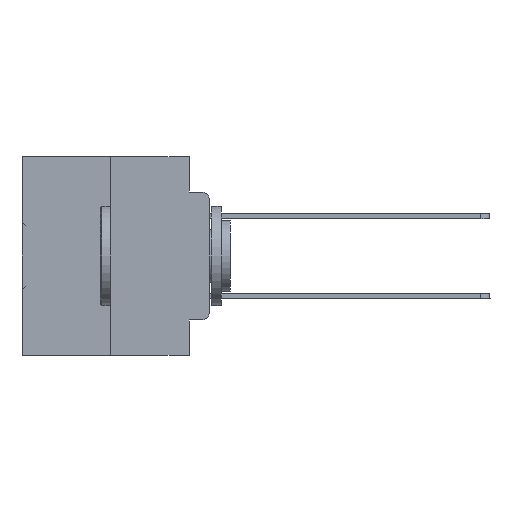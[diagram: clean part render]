
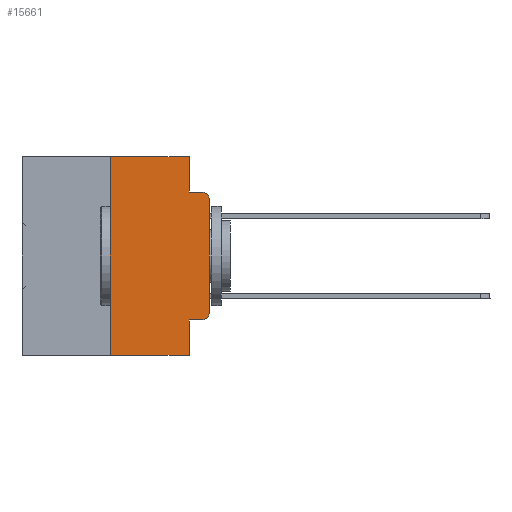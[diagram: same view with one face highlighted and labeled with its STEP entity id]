
A CAD part, left-side view. The second image highlights one B-rep face of the part: STEP entity #15661.
In plain terms, the highlighted planar face has unit normal (-1, 0, 0).
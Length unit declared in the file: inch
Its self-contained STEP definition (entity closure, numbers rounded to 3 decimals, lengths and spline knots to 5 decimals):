
#1217 = EDGE_CURVE ( 'NONE', #19005, #28063, #19983, .T. ) ;
#2383 = DIRECTION ( 'NONE',  ( 0., -1., 0. ) ) ;
#2522 = VECTOR ( 'NONE', #34547, 39.37008 ) ;
#3085 = LINE ( 'NONE', #22731, #34411 ) ;
#3127 = DIRECTION ( 'NONE',  ( 0., 0., -1. ) ) ;
#4426 = CARTESIAN_POINT ( 'NONE',  ( 0., 0.02, -0.1085 ) ) ;
#4873 = CARTESIAN_POINT ( 'NONE',  ( 0., 0.051, -0.4115 ) ) ;
#5195 = CARTESIAN_POINT ( 'NONE',  ( 0., 0.051, -0.0885 ) ) ;
#5601 = AXIS2_PLACEMENT_3D ( 'NONE', #11650, #14870, #3127 ) ;
#5641 = EDGE_CURVE ( 'NONE', #18761, #33836, #19961, .T. ) ;
#6143 = FACE_OUTER_BOUND ( 'NONE', #10633, .T. ) ;
#6777 = VECTOR ( 'NONE', #13907, 39.37008 ) ;
#6824 = VERTEX_POINT ( 'NONE', #27847 ) ;
#7288 = ORIENTED_EDGE ( 'NONE', *, *, #5641, .F. ) ;
#8191 = CARTESIAN_POINT ( 'NONE',  ( 0., 0.02, -0.0885 ) ) ;
#8546 = ORIENTED_EDGE ( 'NONE', *, *, #29227, .F. ) ;
#8593 = EDGE_CURVE ( 'NONE', #22453, #32328, #3085, .T. ) ;
#10114 = DIRECTION ( 'NONE',  ( -1., 0., 0. ) ) ;
#10312 = DIRECTION ( 'NONE',  ( 0., 0., -1. ) ) ;
#10633 = EDGE_LOOP ( 'NONE', ( #28332, #34905, #21815, #8546, #16160, #22887, #30228, #7288, #29388, #17377 ) ) ;
#10710 = CARTESIAN_POINT ( 'NONE',  ( 0., 0.25, 0. ) ) ;
#11352 = CARTESIAN_POINT ( 'NONE',  ( 0., 0.051, -0.5 ) ) ;
#11650 = CARTESIAN_POINT ( 'NONE',  ( 0., 0.473, 0. ) ) ;
#11822 = VECTOR ( 'NONE', #12944, 39.37008 ) ;
#12725 = CARTESIAN_POINT ( 'NONE',  ( 0., 0.02, -0.4115 ) ) ;
#12944 = DIRECTION ( 'NONE',  ( 0., 0., 1. ) ) ;
#13211 = VECTOR ( 'NONE', #36435, 39.37008 ) ;
#13696 = DIRECTION ( 'NONE',  ( -1., 0., 0. ) ) ;
#13890 = DIRECTION ( 'NONE',  ( 0., -1., 0. ) ) ;
#13907 = DIRECTION ( 'NONE',  ( 0., -1., 0. ) ) ;
#14073 = CARTESIAN_POINT ( 'NONE',  ( 0., 0.051, -0.4115 ) ) ;
#14484 = CARTESIAN_POINT ( 'NONE',  ( 0., 0., -0.1085 ) ) ;
#14715 = EDGE_CURVE ( 'NONE', #18761, #29610, #22476, .T. ) ;
#14870 = DIRECTION ( 'NONE',  ( 1., 0., 0. ) ) ;
#15076 = VECTOR ( 'NONE', #31320, 39.37008 ) ;
#15303 = CIRCLE ( 'NONE', #36658, 0.02 ) ;
#15339 = CIRCLE ( 'NONE', #16562, 0.02 ) ;
#15661 = ADVANCED_FACE ( 'NONE', ( #6143 ), #17731, .F. ) ;
#16160 = ORIENTED_EDGE ( 'NONE', *, *, #8593, .F. ) ;
#16562 = AXIS2_PLACEMENT_3D ( 'NONE', #4426, #13696, #27632 ) ;
#16776 = EDGE_CURVE ( 'NONE', #34975, #28063, #15339, .T. ) ;
#17377 = ORIENTED_EDGE ( 'NONE', *, *, #25493, .T. ) ;
#17731 = PLANE ( 'NONE',  #5601 ) ;
#18761 = VERTEX_POINT ( 'NONE', #4873 ) ;
#19005 = VERTEX_POINT ( 'NONE', #21180 ) ;
#19538 = VECTOR ( 'NONE', #13890, 39.37008 ) ;
#19628 = LINE ( 'NONE', #10710, #15076 ) ;
#19961 = LINE ( 'NONE', #23046, #27326 ) ;
#19983 = LINE ( 'NONE', #5195, #2522 ) ;
#20703 = EDGE_CURVE ( 'NONE', #31521, #22453, #19628, .T. ) ;
#21180 = CARTESIAN_POINT ( 'NONE',  ( 0., 0.051, -0.0885 ) ) ;
#21815 = ORIENTED_EDGE ( 'NONE', *, *, #1217, .F. ) ;
#22453 = VERTEX_POINT ( 'NONE', #33415 ) ;
#22476 = LINE ( 'NONE', #14073, #19538 ) ;
#22490 = LINE ( 'NONE', #33786, #6777 ) ;
#22731 = CARTESIAN_POINT ( 'NONE',  ( 0., 0.473, 0. ) ) ;
#22887 = ORIENTED_EDGE ( 'NONE', *, *, #20703, .F. ) ;
#23046 = CARTESIAN_POINT ( 'NONE',  ( 0., 0.051, 0. ) ) ;
#24766 = CARTESIAN_POINT ( 'NONE',  ( 0., 0.051, 0. ) ) ;
#25089 = CARTESIAN_POINT ( 'NONE',  ( 0., 0.051, 0. ) ) ;
#25493 = EDGE_CURVE ( 'NONE', #29610, #6824, #15303, .T. ) ;
#26520 = EDGE_CURVE ( 'NONE', #6824, #34975, #33001, .T. ) ;
#27326 = VECTOR ( 'NONE', #34898, 39.37008 ) ;
#27632 = DIRECTION ( 'NONE',  ( 0., 0., -1. ) ) ;
#27847 = CARTESIAN_POINT ( 'NONE',  ( 0., 0., -0.3915 ) ) ;
#28021 = LINE ( 'NONE', #24766, #13211 ) ;
#28063 = VERTEX_POINT ( 'NONE', #8191 ) ;
#28332 = ORIENTED_EDGE ( 'NONE', *, *, #26520, .T. ) ;
#29227 = EDGE_CURVE ( 'NONE', #32328, #19005, #28021, .T. ) ;
#29388 = ORIENTED_EDGE ( 'NONE', *, *, #14715, .T. ) ;
#29610 = VERTEX_POINT ( 'NONE', #12725 ) ;
#30228 = ORIENTED_EDGE ( 'NONE', *, *, #36740, .T. ) ;
#31320 = DIRECTION ( 'NONE',  ( 0., 0., 1. ) ) ;
#31521 = VERTEX_POINT ( 'NONE', #32431 ) ;
#32328 = VERTEX_POINT ( 'NONE', #25089 ) ;
#32431 = CARTESIAN_POINT ( 'NONE',  ( 0., 0.25, -0.5 ) ) ;
#33001 = LINE ( 'NONE', #33371, #11822 ) ;
#33043 = CARTESIAN_POINT ( 'NONE',  ( 0., 0.02, -0.3915 ) ) ;
#33371 = CARTESIAN_POINT ( 'NONE',  ( 0., 0., 0. ) ) ;
#33415 = CARTESIAN_POINT ( 'NONE',  ( 0., 0.25, 0. ) ) ;
#33786 = CARTESIAN_POINT ( 'NONE',  ( 0., 0.473, -0.5 ) ) ;
#33836 = VERTEX_POINT ( 'NONE', #11352 ) ;
#34411 = VECTOR ( 'NONE', #2383, 39.37008 ) ;
#34547 = DIRECTION ( 'NONE',  ( 0., -1., 0. ) ) ;
#34898 = DIRECTION ( 'NONE',  ( 0., 0., -1. ) ) ;
#34905 = ORIENTED_EDGE ( 'NONE', *, *, #16776, .T. ) ;
#34975 = VERTEX_POINT ( 'NONE', #14484 ) ;
#36435 = DIRECTION ( 'NONE',  ( 0., 0., -1. ) ) ;
#36658 = AXIS2_PLACEMENT_3D ( 'NONE', #33043, #10114, #10312 ) ;
#36740 = EDGE_CURVE ( 'NONE', #31521, #33836, #22490, .T. ) ;
